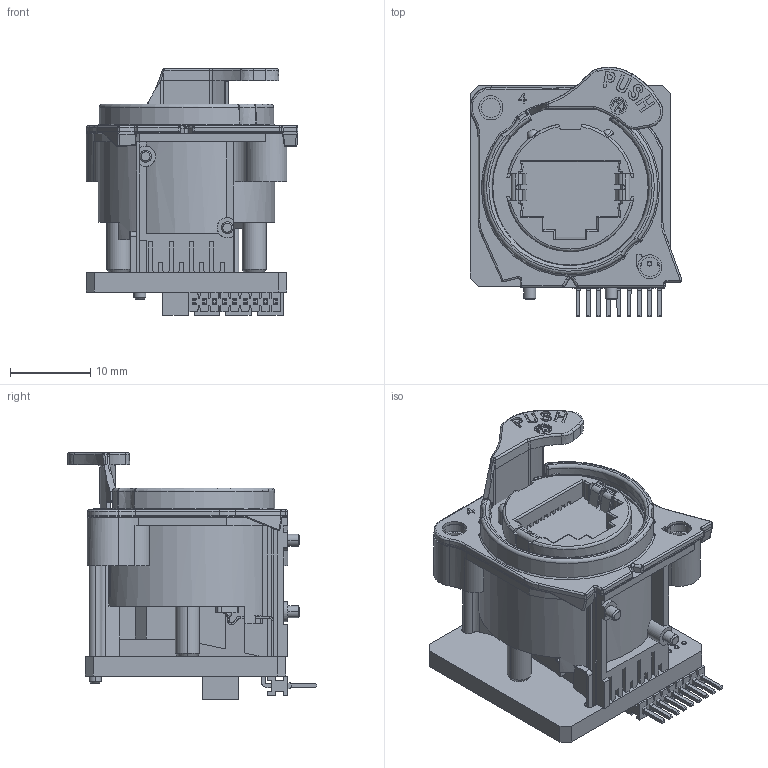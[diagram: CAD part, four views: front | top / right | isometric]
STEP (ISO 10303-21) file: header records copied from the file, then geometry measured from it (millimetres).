
FILE_DESCRIPTION((''),'2;1');
FILE_NAME('NE8FAH-M-MB-LR-DAE','2022-06-09T11:49:23',('phk'),(''),'CREO PARAMETRIC BY PTC INC, 2021184','CREO PARAMETRIC BY PTC INC, 2021184','');
FILE_SCHEMA(('CONFIG_CONTROL_DESIGN'));
Length unit declared in the file: millimetre
Products named in the file (1): NE8FAH-M-MB-LR-DAE
Bounding box: 26.39 x 31.01 x 30.7 mm (x, y, z)
Volume: 9318.2 mm3; surface area: 7949.6 mm2
Topology: 16 solids, 16 shells, 1942 faces, 5024 edges, 3142 vertices
Faces by surface type: plane 1172, cylinder 407, bspline 135, cone 73, torus 64, extrusion 51, sphere 40
Entity records: 64692 total; most frequent: CARTESIAN_POINT 18313, ORIENTED_EDGE 10042, DIRECTION 9003, EDGE_CURVE 5021, VECTOR 3407, LINE 3356, VERTEX_POINT 3142, AXIS2_PLACEMENT_3D 2798
